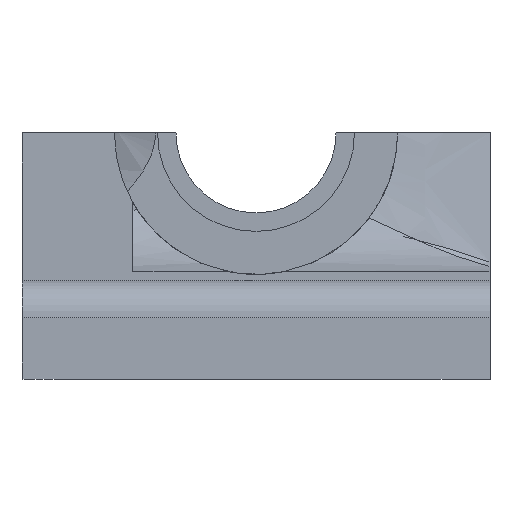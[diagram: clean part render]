
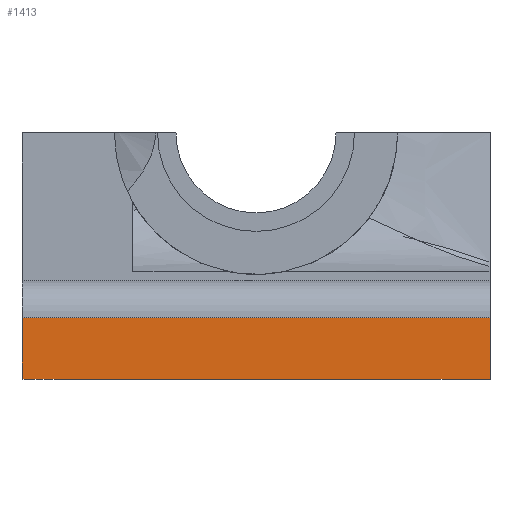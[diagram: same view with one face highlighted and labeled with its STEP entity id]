
A CAD part, front view. The second image highlights one B-rep face of the part: STEP entity #1413.
In plain terms, the highlighted planar face has unit normal (0, -1, 0).
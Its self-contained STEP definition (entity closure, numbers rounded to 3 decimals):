
#44 = PLANE('',#45);
#45 = AXIS2_PLACEMENT_3D('',#46,#47,#48);
#46 = CARTESIAN_POINT('',(-19.,26.333,9.667));
#47 = DIRECTION('',(-1.,-0.,-0.));
#48 = DIRECTION('',(0.,0.,-1.));
#72 = CYLINDRICAL_SURFACE('',#73,3.);
#73 = AXIS2_PLACEMENT_3D('',#74,#75,#76);
#74 = CARTESIAN_POINT('',(-19.,3.,5.));
#75 = DIRECTION('',(1.,0.,0.));
#76 = DIRECTION('',(0.,0.,1.));
#100 = PLANE('',#101);
#101 = AXIS2_PLACEMENT_3D('',#102,#103,#104);
#102 = CARTESIAN_POINT('',(19.,26.333,9.667));
#103 = DIRECTION('',(1.,0.,0.));
#104 = DIRECTION('',(0.,0.,1.));
#139 = EDGE_CURVE('',#140,#142,#144,.T.);
#140 = VERTEX_POINT('',#141);
#141 = CARTESIAN_POINT('',(-19.,0.,0.));
#142 = VERTEX_POINT('',#143);
#143 = CARTESIAN_POINT('',(-19.,0.,5.));
#144 = SURFACE_CURVE('',#145,(#149,#156),.PCURVE_S1.);
#145 = LINE('',#146,#147);
#146 = CARTESIAN_POINT('',(-19.,0.,0.));
#147 = VECTOR('',#148,1.);
#148 = DIRECTION('',(0.,0.,1.));
#149 = PCURVE('',#44,#150);
#150 = DEFINITIONAL_REPRESENTATION('',(#151),#155);
#151 = LINE('',#152,#153);
#152 = CARTESIAN_POINT('',(9.667,26.333));
#153 = VECTOR('',#154,1.);
#154 = DIRECTION('',(-1.,0.));
#155 = ( GEOMETRIC_REPRESENTATION_CONTEXT(2) 
PARAMETRIC_REPRESENTATION_CONTEXT() REPRESENTATION_CONTEXT('2D SPACE',''
  ) );
#156 = PCURVE('',#157,#162);
#157 = PLANE('',#158);
#158 = AXIS2_PLACEMENT_3D('',#159,#160,#161);
#159 = CARTESIAN_POINT('',(-19.,0.,0.));
#160 = DIRECTION('',(0.,1.,0.));
#161 = DIRECTION('',(0.,0.,1.));
#162 = DEFINITIONAL_REPRESENTATION('',(#163),#167);
#163 = LINE('',#164,#165);
#164 = CARTESIAN_POINT('',(0.,0.));
#165 = VECTOR('',#166,1.);
#166 = DIRECTION('',(1.,0.));
#167 = ( GEOMETRIC_REPRESENTATION_CONTEXT(2) 
PARAMETRIC_REPRESENTATION_CONTEXT() REPRESENTATION_CONTEXT('2D SPACE',''
  ) );
#734 = PLANE('',#735);
#735 = AXIS2_PLACEMENT_3D('',#736,#737,#738);
#736 = CARTESIAN_POINT('',(-19.,0.,0.));
#737 = DIRECTION('',(0.,0.,1.));
#738 = DIRECTION('',(1.,0.,0.));
#812 = EDGE_CURVE('',#142,#813,#815,.T.);
#813 = VERTEX_POINT('',#814);
#814 = CARTESIAN_POINT('',(19.,0.,5.));
#815 = SURFACE_CURVE('',#816,(#820,#827),.PCURVE_S1.);
#816 = LINE('',#817,#818);
#817 = CARTESIAN_POINT('',(-19.,0.,5.));
#818 = VECTOR('',#819,1.);
#819 = DIRECTION('',(1.,0.,0.));
#820 = PCURVE('',#72,#821);
#821 = DEFINITIONAL_REPRESENTATION('',(#822),#826);
#822 = LINE('',#823,#824);
#823 = CARTESIAN_POINT('',(1.571,0.));
#824 = VECTOR('',#825,1.);
#825 = DIRECTION('',(0.,1.));
#826 = ( GEOMETRIC_REPRESENTATION_CONTEXT(2) 
PARAMETRIC_REPRESENTATION_CONTEXT() REPRESENTATION_CONTEXT('2D SPACE',''
  ) );
#827 = PCURVE('',#157,#828);
#828 = DEFINITIONAL_REPRESENTATION('',(#829),#833);
#829 = LINE('',#830,#831);
#830 = CARTESIAN_POINT('',(5.,0.));
#831 = VECTOR('',#832,1.);
#832 = DIRECTION('',(0.,1.));
#833 = ( GEOMETRIC_REPRESENTATION_CONTEXT(2) 
PARAMETRIC_REPRESENTATION_CONTEXT() REPRESENTATION_CONTEXT('2D SPACE',''
  ) );
#863 = EDGE_CURVE('',#864,#813,#866,.T.);
#864 = VERTEX_POINT('',#865);
#865 = CARTESIAN_POINT('',(19.,0.,0.));
#866 = SURFACE_CURVE('',#867,(#871,#878),.PCURVE_S1.);
#867 = LINE('',#868,#869);
#868 = CARTESIAN_POINT('',(19.,0.,0.));
#869 = VECTOR('',#870,1.);
#870 = DIRECTION('',(0.,0.,1.));
#871 = PCURVE('',#100,#872);
#872 = DEFINITIONAL_REPRESENTATION('',(#873),#877);
#873 = LINE('',#874,#875);
#874 = CARTESIAN_POINT('',(-9.667,26.333));
#875 = VECTOR('',#876,1.);
#876 = DIRECTION('',(1.,0.));
#877 = ( GEOMETRIC_REPRESENTATION_CONTEXT(2) 
PARAMETRIC_REPRESENTATION_CONTEXT() REPRESENTATION_CONTEXT('2D SPACE',''
  ) );
#878 = PCURVE('',#157,#879);
#879 = DEFINITIONAL_REPRESENTATION('',(#880),#884);
#880 = LINE('',#881,#882);
#881 = CARTESIAN_POINT('',(0.,38.));
#882 = VECTOR('',#883,1.);
#883 = DIRECTION('',(1.,0.));
#884 = ( GEOMETRIC_REPRESENTATION_CONTEXT(2) 
PARAMETRIC_REPRESENTATION_CONTEXT() REPRESENTATION_CONTEXT('2D SPACE',''
  ) );
#1413 = ADVANCED_FACE('',(#1414),#157,.F.);
#1414 = FACE_BOUND('',#1415,.F.);
#1415 = EDGE_LOOP('',(#1416,#1417,#1438,#1439));
#1416 = ORIENTED_EDGE('',*,*,#863,.F.);
#1417 = ORIENTED_EDGE('',*,*,#1418,.F.);
#1418 = EDGE_CURVE('',#140,#864,#1419,.T.);
#1419 = SURFACE_CURVE('',#1420,(#1424,#1431),.PCURVE_S1.);
#1420 = LINE('',#1421,#1422);
#1421 = CARTESIAN_POINT('',(-19.,0.,0.));
#1422 = VECTOR('',#1423,1.);
#1423 = DIRECTION('',(1.,0.,0.));
#1424 = PCURVE('',#157,#1425);
#1425 = DEFINITIONAL_REPRESENTATION('',(#1426),#1430);
#1426 = LINE('',#1427,#1428);
#1427 = CARTESIAN_POINT('',(0.,0.));
#1428 = VECTOR('',#1429,1.);
#1429 = DIRECTION('',(0.,1.));
#1430 = ( GEOMETRIC_REPRESENTATION_CONTEXT(2) 
PARAMETRIC_REPRESENTATION_CONTEXT() REPRESENTATION_CONTEXT('2D SPACE',''
  ) );
#1431 = PCURVE('',#734,#1432);
#1432 = DEFINITIONAL_REPRESENTATION('',(#1433),#1437);
#1433 = LINE('',#1434,#1435);
#1434 = CARTESIAN_POINT('',(0.,0.));
#1435 = VECTOR('',#1436,1.);
#1436 = DIRECTION('',(1.,0.));
#1437 = ( GEOMETRIC_REPRESENTATION_CONTEXT(2) 
PARAMETRIC_REPRESENTATION_CONTEXT() REPRESENTATION_CONTEXT('2D SPACE',''
  ) );
#1438 = ORIENTED_EDGE('',*,*,#139,.T.);
#1439 = ORIENTED_EDGE('',*,*,#812,.T.);
